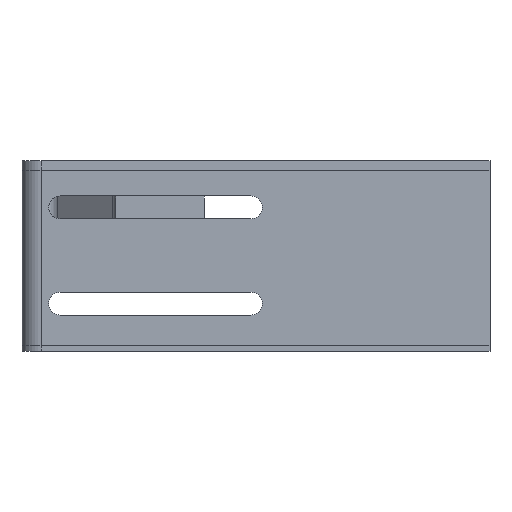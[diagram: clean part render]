
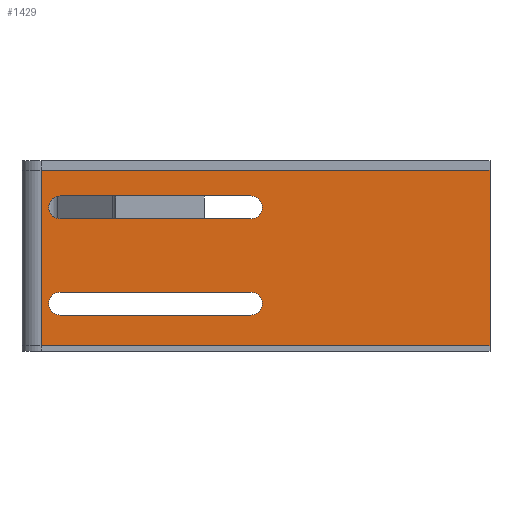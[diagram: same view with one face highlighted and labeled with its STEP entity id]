
A CAD part, left-side view. The second image highlights one B-rep face of the part: STEP entity #1429.
In plain terms, the highlighted planar face has unit normal (-1, 0, 0).
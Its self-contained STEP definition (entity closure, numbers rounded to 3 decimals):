
#21=FACE_BOUND('',#159,.T.);
#22=FACE_BOUND('',#160,.T.);
#37=PLANE('',#1548);
#84=FACE_OUTER_BOUND('',#158,.T.);
#158=EDGE_LOOP('',(#1061,#1062,#1063,#1064));
#159=EDGE_LOOP('',(#1065,#1066,#1067,#1068));
#160=EDGE_LOOP('',(#1069,#1070,#1071,#1072));
#223=LINE('',#2071,#374);
#273=LINE('',#2236,#424);
#275=LINE('',#2240,#426);
#276=LINE('',#2241,#427);
#277=LINE('',#2244,#428);
#278=LINE('',#2248,#429);
#279=LINE('',#2252,#430);
#280=LINE('',#2256,#431);
#374=VECTOR('',#1647,10.);
#424=VECTOR('',#1789,10.);
#426=VECTOR('',#1793,10.);
#427=VECTOR('',#1794,10.);
#428=VECTOR('',#1795,10.);
#429=VECTOR('',#1798,10.);
#430=VECTOR('',#1801,10.);
#431=VECTOR('',#1804,10.);
#557=CIRCLE('',#1549,1.2);
#558=CIRCLE('',#1550,1.2);
#559=CIRCLE('',#1551,1.2);
#560=CIRCLE('',#1552,1.2);
#592=VERTEX_POINT('',#2068);
#593=VERTEX_POINT('',#2070);
#662=VERTEX_POINT('',#2234);
#663=VERTEX_POINT('',#2239);
#664=VERTEX_POINT('',#2242);
#665=VERTEX_POINT('',#2243);
#666=VERTEX_POINT('',#2245);
#667=VERTEX_POINT('',#2247);
#668=VERTEX_POINT('',#2250);
#669=VERTEX_POINT('',#2251);
#670=VERTEX_POINT('',#2253);
#671=VERTEX_POINT('',#2255);
#738=EDGE_CURVE('',#593,#592,#223,.T.);
#820=EDGE_CURVE('',#662,#592,#273,.T.);
#822=EDGE_CURVE('',#662,#663,#275,.T.);
#823=EDGE_CURVE('',#663,#593,#276,.T.);
#824=EDGE_CURVE('',#664,#665,#277,.T.);
#825=EDGE_CURVE('',#665,#666,#557,.T.);
#826=EDGE_CURVE('',#666,#667,#278,.T.);
#827=EDGE_CURVE('',#667,#664,#558,.T.);
#828=EDGE_CURVE('',#668,#669,#279,.T.);
#829=EDGE_CURVE('',#669,#670,#559,.T.);
#830=EDGE_CURVE('',#670,#671,#280,.T.);
#831=EDGE_CURVE('',#671,#668,#560,.T.);
#1061=ORIENTED_EDGE('',*,*,#820,.F.);
#1062=ORIENTED_EDGE('',*,*,#822,.T.);
#1063=ORIENTED_EDGE('',*,*,#823,.T.);
#1064=ORIENTED_EDGE('',*,*,#738,.T.);
#1065=ORIENTED_EDGE('',*,*,#824,.T.);
#1066=ORIENTED_EDGE('',*,*,#825,.T.);
#1067=ORIENTED_EDGE('',*,*,#826,.T.);
#1068=ORIENTED_EDGE('',*,*,#827,.T.);
#1069=ORIENTED_EDGE('',*,*,#828,.T.);
#1070=ORIENTED_EDGE('',*,*,#829,.T.);
#1071=ORIENTED_EDGE('',*,*,#830,.T.);
#1072=ORIENTED_EDGE('',*,*,#831,.T.);
#1429=ADVANCED_FACE('',(#84,#21,#22),#37,.T.);
#1548=AXIS2_PLACEMENT_3D('',#2238,#1791,#1792);
#1549=AXIS2_PLACEMENT_3D('',#2246,#1796,#1797);
#1550=AXIS2_PLACEMENT_3D('',#2249,#1799,#1800);
#1551=AXIS2_PLACEMENT_3D('',#2254,#1802,#1803);
#1552=AXIS2_PLACEMENT_3D('',#2257,#1805,#1806);
#1647=DIRECTION('',(0.,1.,0.));
#1789=DIRECTION('',(0.,0.,1.));
#1791=DIRECTION('center_axis',(-1.,0.,0.));
#1792=DIRECTION('ref_axis',(0.,-1.,0.));
#1793=DIRECTION('',(0.,-1.,0.));
#1794=DIRECTION('',(0.,0.,1.));
#1795=DIRECTION('',(0.,-1.,0.));
#1796=DIRECTION('center_axis',(1.,0.,0.));
#1797=DIRECTION('ref_axis',(0.,0.,-1.));
#1798=DIRECTION('',(0.,1.,0.));
#1799=DIRECTION('center_axis',(1.,0.,0.));
#1800=DIRECTION('ref_axis',(0.,0.,1.));
#1801=DIRECTION('',(0.,-1.,0.));
#1802=DIRECTION('center_axis',(1.,0.,0.));
#1803=DIRECTION('ref_axis',(0.,0.,-1.));
#1804=DIRECTION('',(0.,1.,0.));
#1805=DIRECTION('center_axis',(1.,0.,0.));
#1806=DIRECTION('ref_axis',(0.,0.,1.));
#2068=CARTESIAN_POINT('',(12.24,95.553,11.5));
#2070=CARTESIAN_POINT('',(12.24,48.453,11.5));
#2071=CARTESIAN_POINT('',(12.24,97.553,11.5));
#2234=CARTESIAN_POINT('',(12.24,95.553,-6.9));
#2236=CARTESIAN_POINT('',(12.24,95.553,0.));
#2238=CARTESIAN_POINT('Origin',(12.24,97.553,0.));
#2239=CARTESIAN_POINT('',(12.24,48.453,-6.9));
#2240=CARTESIAN_POINT('',(12.24,73.003,-6.9));
#2241=CARTESIAN_POINT('',(12.24,48.453,0.));
#2242=CARTESIAN_POINT('',(12.24,93.553,-1.3));
#2243=CARTESIAN_POINT('',(12.24,73.553,-1.3));
#2244=CARTESIAN_POINT('',(12.24,95.553,-1.3));
#2245=CARTESIAN_POINT('',(12.24,73.553,-3.7));
#2246=CARTESIAN_POINT('Origin',(12.24,73.553,-2.5));
#2247=CARTESIAN_POINT('',(12.24,93.553,-3.7));
#2248=CARTESIAN_POINT('',(12.24,85.553,-3.7));
#2249=CARTESIAN_POINT('Origin',(12.24,93.553,-2.5));
#2250=CARTESIAN_POINT('',(12.24,93.553,8.8));
#2251=CARTESIAN_POINT('',(12.24,73.553,8.8));
#2252=CARTESIAN_POINT('',(12.24,95.553,8.8));
#2253=CARTESIAN_POINT('',(12.24,73.553,6.4));
#2254=CARTESIAN_POINT('Origin',(12.24,73.553,7.6));
#2255=CARTESIAN_POINT('',(12.24,93.553,6.4));
#2256=CARTESIAN_POINT('',(12.24,85.553,6.4));
#2257=CARTESIAN_POINT('Origin',(12.24,93.553,7.6));
